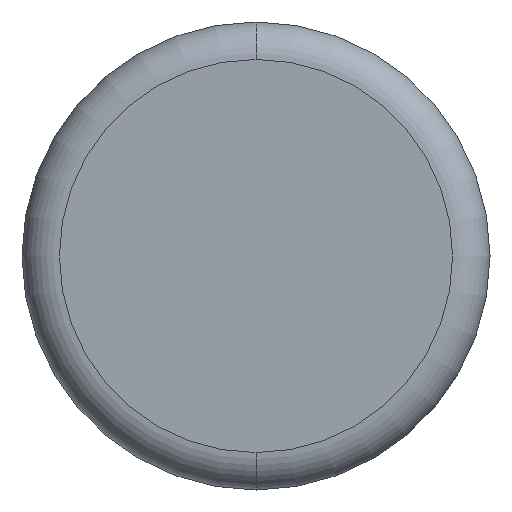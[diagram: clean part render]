
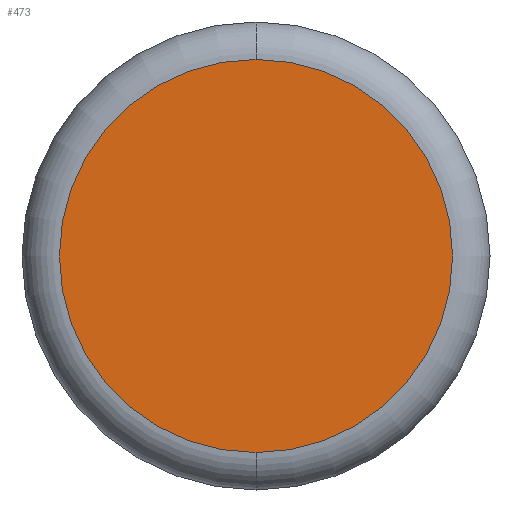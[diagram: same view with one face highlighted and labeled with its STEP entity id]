
A CAD part, front view. The second image highlights one B-rep face of the part: STEP entity #473.
In plain terms, the highlighted planar face has unit normal (0, -1, 0).
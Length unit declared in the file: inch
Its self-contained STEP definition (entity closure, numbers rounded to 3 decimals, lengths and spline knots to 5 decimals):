
#6 = CIRCLE ( 'NONE', #201, 0.1575 ) ;
#53 = AXIS2_PLACEMENT_3D ( 'NONE', #264, #125, #92 ) ;
#75 = DIRECTION ( 'NONE',  ( 0., 0., -1. ) ) ;
#92 = DIRECTION ( 'NONE',  ( 0., 0., -1. ) ) ;
#93 = CARTESIAN_POINT ( 'NONE',  ( 0., 0., -0.1575 ) ) ;
#110 = CARTESIAN_POINT ( 'NONE',  ( 0., 0., 0. ) ) ;
#116 = CARTESIAN_POINT ( 'NONE',  ( 0., 0., 0. ) ) ;
#123 = CARTESIAN_POINT ( 'NONE',  ( 0., 0., 0.1575 ) ) ;
#125 = DIRECTION ( 'NONE',  ( 0., -1., 0. ) ) ;
#130 = ORIENTED_EDGE ( 'NONE', *, *, #299, .T. ) ;
#201 = AXIS2_PLACEMENT_3D ( 'NONE', #116, #292, #407 ) ;
#227 = VERTEX_POINT ( 'NONE', #93 ) ;
#239 = VERTEX_POINT ( 'NONE', #123 ) ;
#243 = FACE_OUTER_BOUND ( 'NONE', #529, .T. ) ;
#264 = CARTESIAN_POINT ( 'NONE',  ( 0., 0., 0. ) ) ;
#292 = DIRECTION ( 'NONE',  ( 0., -1., 0. ) ) ;
#299 = EDGE_CURVE ( 'NONE', #227, #239, #394, .T. ) ;
#311 = AXIS2_PLACEMENT_3D ( 'NONE', #110, #541, #75 ) ;
#381 = ORIENTED_EDGE ( 'NONE', *, *, #478, .T. ) ;
#394 = CIRCLE ( 'NONE', #53, 0.1575 ) ;
#407 = DIRECTION ( 'NONE',  ( 0., 0., -1. ) ) ;
#411 = PLANE ( 'NONE',  #311 ) ;
#473 = ADVANCED_FACE ( 'NONE', ( #243 ), #411, .T. ) ;
#478 = EDGE_CURVE ( 'NONE', #239, #227, #6, .T. ) ;
#529 = EDGE_LOOP ( 'NONE', ( #130, #381 ) ) ;
#541 = DIRECTION ( 'NONE',  ( 0., -1., 0. ) ) ;
